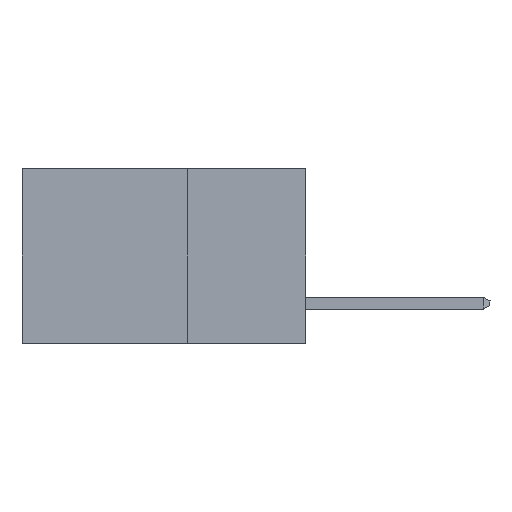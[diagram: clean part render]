
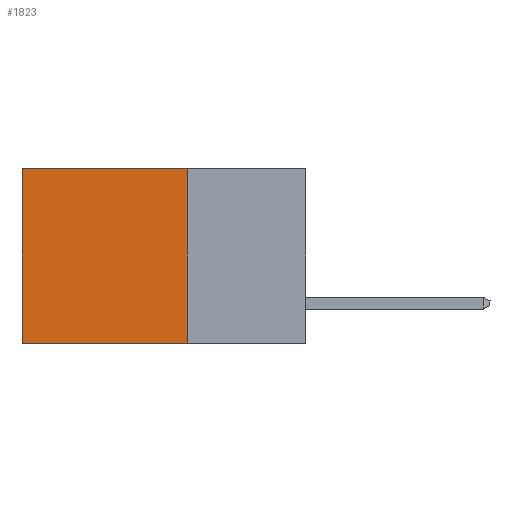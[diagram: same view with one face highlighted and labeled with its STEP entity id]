
A CAD part, left-side view. The second image highlights one B-rep face of the part: STEP entity #1823.
In plain terms, the highlighted planar face has unit normal (-1, 0, 0).
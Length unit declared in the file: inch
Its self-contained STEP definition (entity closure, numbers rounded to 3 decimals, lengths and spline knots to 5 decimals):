
#730 = ORIENTED_EDGE ( 'NONE', *, *, #15272, .T. ) ;
#1524 = CARTESIAN_POINT ( 'NONE',  ( 0.298, 0.25, 0. ) ) ;
#1823 = ADVANCED_FACE ( 'NONE', ( #14410 ), #20692, .F. ) ;
#3068 = CARTESIAN_POINT ( 'NONE',  ( 0.298, 0.6, 0. ) ) ;
#3534 = EDGE_CURVE ( 'NONE', #13403, #27943, #26021, .T. ) ;
#3628 = DIRECTION ( 'NONE',  ( 0., 0., -1. ) ) ;
#3682 = ORIENTED_EDGE ( 'NONE', *, *, #3534, .F. ) ;
#3687 = DIRECTION ( 'NONE',  ( 1., 0., 0. ) ) ;
#5283 = VERTEX_POINT ( 'NONE', #25088 ) ;
#5822 = EDGE_LOOP ( 'NONE', ( #730, #28254, #3682, #14513 ) ) ;
#6814 = VECTOR ( 'NONE', #28520, 39.37008 ) ;
#8275 = DIRECTION ( 'NONE',  ( 0., 1., 0. ) ) ;
#8563 = CARTESIAN_POINT ( 'NONE',  ( 0.298, 0.25, 0. ) ) ;
#9187 = EDGE_CURVE ( 'NONE', #13403, #19930, #23026, .T. ) ;
#9232 = CARTESIAN_POINT ( 'NONE',  ( 0.298, 0.25, -0.37 ) ) ;
#9702 = VECTOR ( 'NONE', #8275, 39.37008 ) ;
#10843 = DIRECTION ( 'NONE',  ( 0., 1., 0. ) ) ;
#11896 = EDGE_CURVE ( 'NONE', #27943, #5283, #26065, .T. ) ;
#12801 = AXIS2_PLACEMENT_3D ( 'NONE', #1524, #3687, #3628 ) ;
#13403 = VERTEX_POINT ( 'NONE', #22161 ) ;
#14410 = FACE_OUTER_BOUND ( 'NONE', #5822, .T. ) ;
#14513 = ORIENTED_EDGE ( 'NONE', *, *, #9187, .T. ) ;
#15272 = EDGE_CURVE ( 'NONE', #19930, #5283, #25525, .T. ) ;
#16434 = CARTESIAN_POINT ( 'NONE',  ( 0.298, 0.6, 0. ) ) ;
#16914 = DIRECTION ( 'NONE',  ( 0., 0., -1. ) ) ;
#19320 = VECTOR ( 'NONE', #16914, 39.37008 ) ;
#19930 = VERTEX_POINT ( 'NONE', #16434 ) ;
#20692 = PLANE ( 'NONE',  #12801 ) ;
#22161 = CARTESIAN_POINT ( 'NONE',  ( 0.298, 0.25, 0. ) ) ;
#22171 = CARTESIAN_POINT ( 'NONE',  ( 0.298, 0.25, -0.37 ) ) ;
#22287 = VECTOR ( 'NONE', #10843, 39.37008 ) ;
#23026 = LINE ( 'NONE', #8563, #22287 ) ;
#25088 = CARTESIAN_POINT ( 'NONE',  ( 0.298, 0.6, -0.37 ) ) ;
#25525 = LINE ( 'NONE', #3068, #19320 ) ;
#26021 = LINE ( 'NONE', #26960, #6814 ) ;
#26065 = LINE ( 'NONE', #22171, #9702 ) ;
#26960 = CARTESIAN_POINT ( 'NONE',  ( 0.298, 0.25, 0. ) ) ;
#27943 = VERTEX_POINT ( 'NONE', #9232 ) ;
#28254 = ORIENTED_EDGE ( 'NONE', *, *, #11896, .F. ) ;
#28520 = DIRECTION ( 'NONE',  ( 0., 0., -1. ) ) ;
